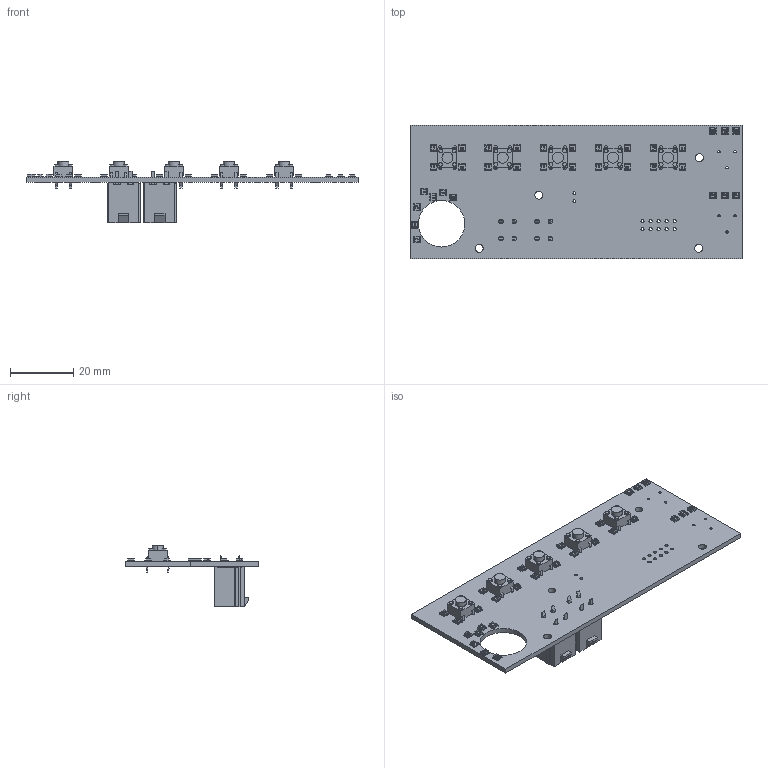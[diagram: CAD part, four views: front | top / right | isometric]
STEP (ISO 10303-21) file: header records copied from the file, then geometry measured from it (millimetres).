
FILE_DESCRIPTION(('KiCad electronic assembly'),'2;1');
FILE_NAME('RWR CONTROL PANEL.step','2023-01-27T21:26:27',('Pcbnew'),( 'Kicad'),'Open CASCADE STEP processor 7.6','KiCad to STEP converter' ,'Unknown');
FILE_SCHEMA(('AUTOMOTIVE_DESIGN { 1 0 10303 214 1 1 1 1 }'));
Length unit declared in the file: millimetre
Products named in the file (8): RWR CONTROL PANEL 1; WS2812-2020; COMPOUND; B3F-102x; Molex_Mini-Fit_Jr_5566-04A_2x02_P4.20mm_Vertical; SOLID; _autosave-RWR CONTROL PANEL PCB
Assembly tree (44 placements, depth 3):
  RWR CONTROL PANEL 1
    WS2812-2020  x33
      COMPOUND
    B3F-102x  x5
      COMPOUND
    Molex_Mini-Fit_Jr_5566-04A_2x02_P4.20mm_Vertical  x2
      SOLID
    _autosave-RWR CONTROL PANEL PCB
Bounding box: 105.18 x 42.38 x 19.5 mm (x, y, z)
Volume: 8934.6 mm3; surface area: 13991.5 mm2
Topology: 79 solids, 79 shells, 2740 faces, 7139 edges, 4758 vertices
Faces by surface type: plane 2231, cylinder 278, bspline 231
Full cylindrical faces by diameter (mm): 0.762 x6, 0.9 x2, 1 x30, 1.4 x8, 2.5 x4, 14.7 x1
Entity records: 22382 total; most frequent: CARTESIAN_POINT 4283, DIRECTION 3326, LINE 2214, VECTOR 2214, ORIENTED_EDGE 1688, PCURVE 1688, DEFINITIONAL_REPRESENTATION 1688, EDGE_CURVE 844
